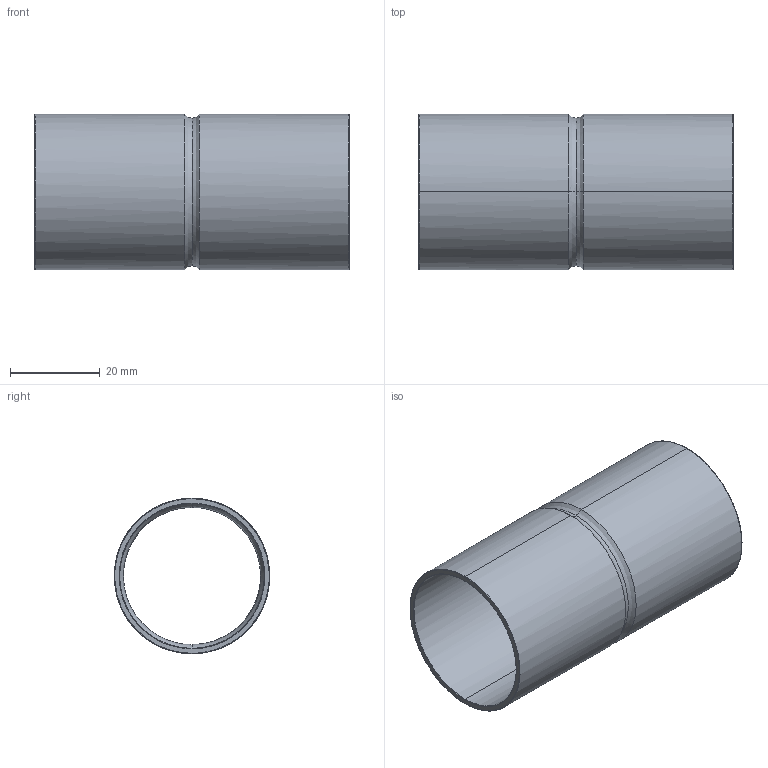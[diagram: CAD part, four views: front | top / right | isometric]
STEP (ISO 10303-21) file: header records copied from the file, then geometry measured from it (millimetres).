
FILE_DESCRIPTION(/* description */ (''),/* implementation_level */ '2;1');
FILE_NAME(/* name */ '2046025',/* time_stamp */ '2014-09-24T09:26:28+02:00',/* author */ (''),/* organization */ (''),/* preprocessor_version */ 'ST-DEVELOPER v15',/* originating_system */ '',/* authorisation */ '');
FILE_SCHEMA (('AUTOMOTIVE_DESIGN'));
Length unit declared in the file: millimetre
Products named in the file (1): Document
Bounding box: 70 x 34.58 x 34.6 mm (x, y, z)
Volume: 8973.7 mm3; surface area: 15003.4 mm2
Topology: 1 solids, 1 shells, 26 faces, 52 edges, 28 vertices
Faces by surface type: bspline 24, plane 2
Entity records: 1981 total; most frequent: CARTESIAN_POINT 1676, ORIENTED_EDGE 104, EDGE_CURVE 52, EDGE_LOOP 28, VERTEX_POINT 28, ADVANCED_FACE 26, FACE_OUTER_BOUND 26, B_SPLINE_CURVE_WITH_KNOTS 8
